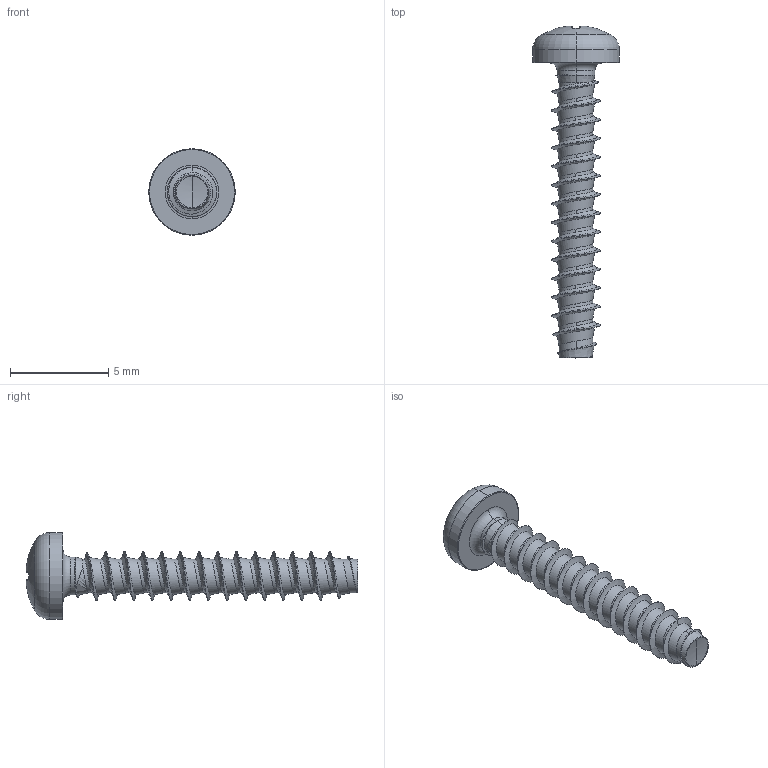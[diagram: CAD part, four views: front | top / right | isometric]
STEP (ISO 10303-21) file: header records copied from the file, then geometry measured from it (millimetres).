
FILE_DESCRIPTION (( 'STEP AP203' ), '1' );
FILE_NAME ('STP320250150.STEP', '2017-08-15T14:08:50', ( '' ), ( '' ), 'SwSTEP 2.0', 'SolidWorks 2015', '' );
FILE_SCHEMA (( 'CONFIG_CONTROL_DESIGN' ));
Length unit declared in the file: millimetre
Products named in the file (1): STP320250150
Bounding box: 4.4 x 16.88 x 4.4 mm (x, y, z)
Volume: 63.2 mm3; surface area: 186.3 mm2
Topology: 1 solids, 1 shells, 193 faces, 448 edges, 257 vertices
Faces by surface type: cylinder 56, bspline 51, torus 28, sphere 28, plane 22, cone 8
Entity records: 22684 total; most frequent: CARTESIAN_POINT 18685, ORIENTED_EDGE 892, DIRECTION 752, EDGE_CURVE 446, AXIS2_PLACEMENT_3D 332, VERTEX_POINT 257, EDGE_LOOP 195, ADVANCED_FACE 193
